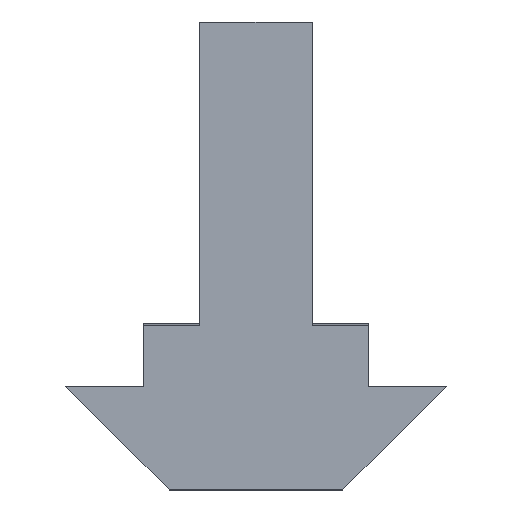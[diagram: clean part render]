
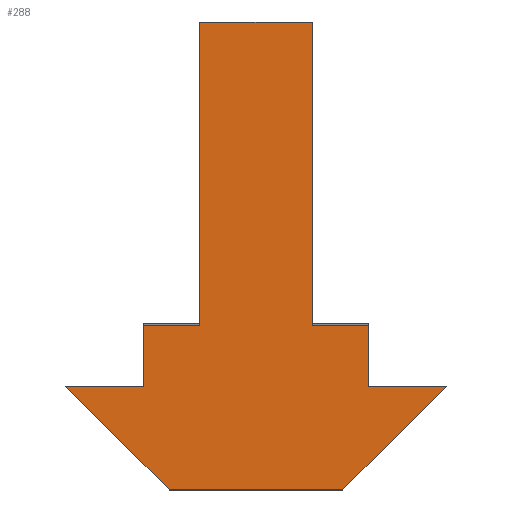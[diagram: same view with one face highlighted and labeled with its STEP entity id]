
A CAD part, top view. The second image highlights one B-rep face of the part: STEP entity #288.
In plain terms, the highlighted planar face has unit normal (0, 0, 1).
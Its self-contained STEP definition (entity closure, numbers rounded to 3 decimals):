
#45=PLANE('',#327);
#58=FACE_OUTER_BOUND('',#72,.T.);
#72=EDGE_LOOP('',(#220,#221,#222,#223,#224,#225,#226,#227,#228,#229,#230,
#231));
#89=LINE('',#419,#121);
#90=LINE('',#423,#122);
#93=LINE('',#429,#125);
#94=LINE('',#431,#126);
#95=LINE('',#433,#127);
#96=LINE('',#435,#128);
#97=LINE('',#437,#129);
#98=LINE('',#439,#130);
#99=LINE('',#441,#131);
#100=LINE('',#443,#132);
#101=LINE('',#445,#133);
#102=LINE('',#446,#134);
#121=VECTOR('',#348,10.);
#122=VECTOR('',#353,10.);
#125=VECTOR('',#358,10.);
#126=VECTOR('',#359,10.);
#127=VECTOR('',#360,10.);
#128=VECTOR('',#361,10.);
#129=VECTOR('',#362,10.);
#130=VECTOR('',#363,10.);
#131=VECTOR('',#364,10.);
#132=VECTOR('',#365,10.);
#133=VECTOR('',#366,10.);
#134=VECTOR('',#367,10.);
#154=VERTEX_POINT('',#416);
#155=VERTEX_POINT('',#418);
#156=VERTEX_POINT('',#422);
#158=VERTEX_POINT('',#428);
#159=VERTEX_POINT('',#430);
#160=VERTEX_POINT('',#432);
#161=VERTEX_POINT('',#434);
#162=VERTEX_POINT('',#436);
#163=VERTEX_POINT('',#438);
#164=VERTEX_POINT('',#440);
#165=VERTEX_POINT('',#442);
#166=VERTEX_POINT('',#444);
#178=EDGE_CURVE('',#155,#154,#89,.T.);
#180=EDGE_CURVE('',#156,#155,#90,.T.);
#183=EDGE_CURVE('',#154,#158,#93,.T.);
#184=EDGE_CURVE('',#158,#159,#94,.T.);
#185=EDGE_CURVE('',#159,#160,#95,.T.);
#186=EDGE_CURVE('',#160,#161,#96,.T.);
#187=EDGE_CURVE('',#161,#162,#97,.T.);
#188=EDGE_CURVE('',#162,#163,#98,.T.);
#189=EDGE_CURVE('',#163,#164,#99,.T.);
#190=EDGE_CURVE('',#164,#165,#100,.T.);
#191=EDGE_CURVE('',#166,#165,#101,.T.);
#192=EDGE_CURVE('',#166,#156,#102,.T.);
#220=ORIENTED_EDGE('',*,*,#180,.T.);
#221=ORIENTED_EDGE('',*,*,#178,.T.);
#222=ORIENTED_EDGE('',*,*,#183,.T.);
#223=ORIENTED_EDGE('',*,*,#184,.T.);
#224=ORIENTED_EDGE('',*,*,#185,.T.);
#225=ORIENTED_EDGE('',*,*,#186,.T.);
#226=ORIENTED_EDGE('',*,*,#187,.T.);
#227=ORIENTED_EDGE('',*,*,#188,.T.);
#228=ORIENTED_EDGE('',*,*,#189,.T.);
#229=ORIENTED_EDGE('',*,*,#190,.T.);
#230=ORIENTED_EDGE('',*,*,#191,.F.);
#231=ORIENTED_EDGE('',*,*,#192,.T.);
#288=ADVANCED_FACE('',(#58),#45,.T.);
#327=AXIS2_PLACEMENT_3D('',#427,#356,#357);
#348=DIRECTION('',(-1.,0.,0.));
#353=DIRECTION('',(0.,-1.,0.));
#356=DIRECTION('center_axis',(0.,0.,1.));
#357=DIRECTION('ref_axis',(1.,0.,0.));
#358=DIRECTION('',(0.,-1.,0.));
#359=DIRECTION('',(-1.,0.,0.));
#360=DIRECTION('',(0.707,-0.707,0.));
#361=DIRECTION('',(1.,0.,0.));
#362=DIRECTION('',(0.707,0.707,0.));
#363=DIRECTION('',(-1.,0.,0.));
#364=DIRECTION('',(0.,1.,0.));
#365=DIRECTION('',(-1.,0.,0.));
#366=DIRECTION('',(0.,-1.,0.));
#367=DIRECTION('',(-1.,0.,0.));
#416=CARTESIAN_POINT('',(-4.,5.154,1.));
#418=CARTESIAN_POINT('',(-2.,5.154,1.));
#419=CARTESIAN_POINT('',(0.,5.154,1.));
#422=CARTESIAN_POINT('',(-2.,16.,1.));
#423=CARTESIAN_POINT('',(-2.,16.,1.));
#427=CARTESIAN_POINT('Origin',(0.,7.65,1.));
#428=CARTESIAN_POINT('',(-4.,3.,1.));
#429=CARTESIAN_POINT('',(-4.,6.,1.));
#430=CARTESIAN_POINT('',(-6.8,3.,1.));
#431=CARTESIAN_POINT('',(-4.,3.,1.));
#432=CARTESIAN_POINT('',(-3.1,-0.7,1.));
#433=CARTESIAN_POINT('',(-6.8,3.,1.));
#434=CARTESIAN_POINT('',(3.1,-0.7,1.));
#435=CARTESIAN_POINT('',(-3.1,-0.7,1.));
#436=CARTESIAN_POINT('',(6.8,3.,1.));
#437=CARTESIAN_POINT('',(3.1,-0.7,1.));
#438=CARTESIAN_POINT('',(4.,3.,1.));
#439=CARTESIAN_POINT('',(6.8,3.,1.));
#440=CARTESIAN_POINT('',(4.,5.154,1.));
#441=CARTESIAN_POINT('',(4.,3.,1.));
#442=CARTESIAN_POINT('',(2.,5.154,1.));
#443=CARTESIAN_POINT('',(0.,5.154,1.));
#444=CARTESIAN_POINT('',(2.,16.,1.));
#445=CARTESIAN_POINT('',(2.,5.825,1.));
#446=CARTESIAN_POINT('',(2.,16.,1.));
